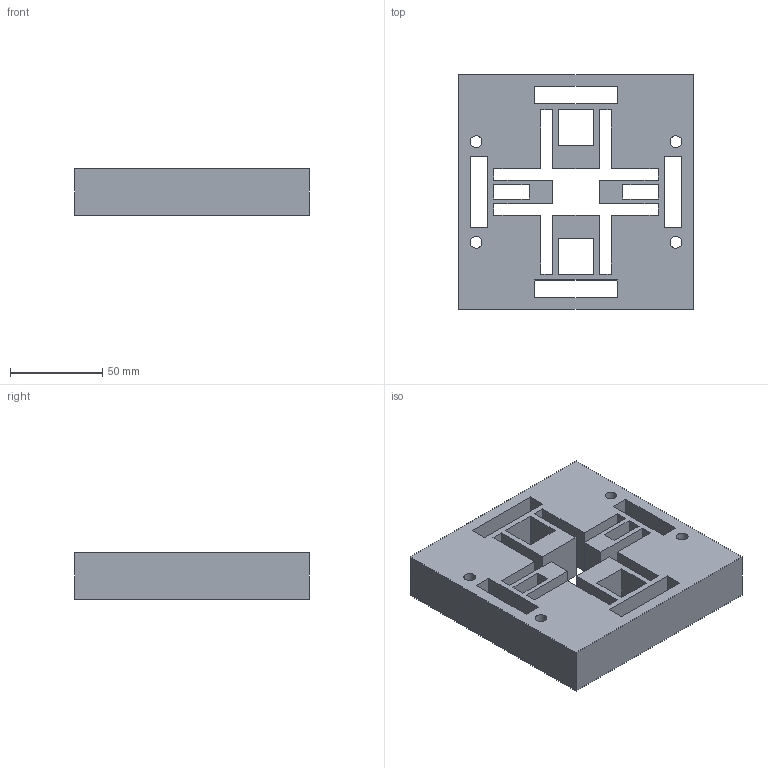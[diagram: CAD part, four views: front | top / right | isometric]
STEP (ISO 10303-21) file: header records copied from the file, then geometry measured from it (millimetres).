
FILE_DESCRIPTION(/* description */ (''),/* implementation_level */ '2;1');
FILE_NAME(/* name */ 'BearingFlexureSTEP.stp',/* time_stamp */ '2022-02-17T21:29:46-06:00',/* author */ ('23ts01'),/* organization */ (''),/* preprocessor_version */ 'ST-DEVELOPER v18.1',/* originating_system */ 'Autodesk Inventor 2022',/* authorisation */ '');
FILE_SCHEMA (('AUTOMOTIVE_DESIGN { 1 0 10303 214 3 1 1 }'));
Length unit declared in the file: inch
Products named in the file (1): BearingFlexure
Bounding box: 127 x 127 x 25.4 mm (x, y, z)
Volume: 283351.2 mm3; surface area: 69628.2 mm2
Topology: 1 solids, 1 shells, 70 faces, 204 edges, 136 vertices
Faces by surface type: plane 66, cylinder 4
Full cylindrical faces by diameter (mm): 6.35 x4
Entity records: 2371 total; most frequent: CARTESIAN_POINT 411, ORIENTED_EDGE 408, DIRECTION 354, EDGE_CURVE 204, LINE 196, VECTOR 196, VERTEX_POINT 136, EDGE_LOOP 96
